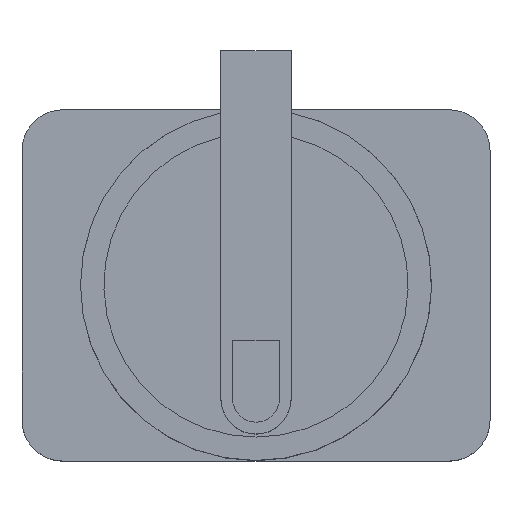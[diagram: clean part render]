
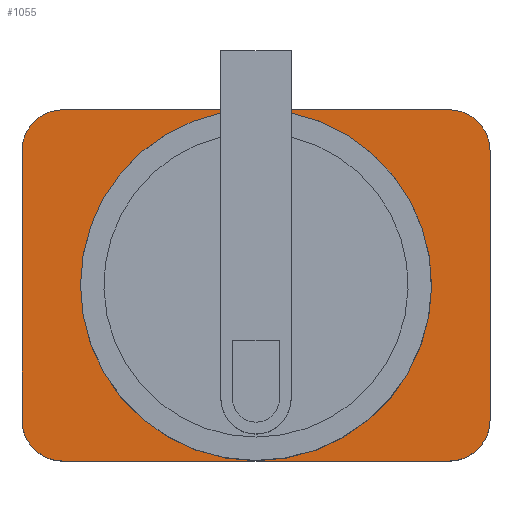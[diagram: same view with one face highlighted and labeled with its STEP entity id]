
A CAD part, top view. The second image highlights one B-rep face of the part: STEP entity #1055.
In plain terms, the highlighted planar face has unit normal (0, 0, 1).
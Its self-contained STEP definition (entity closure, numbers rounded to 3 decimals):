
#513=CARTESIAN_POINT('',(-10.85,0.0,60.5));
#514=VERTEX_POINT('',#513);
#515=CARTESIAN_POINT('',(0.,0.0,60.5));
#516=DIRECTION('',(0.0,0.0,-1.0));
#517=DIRECTION('',(-1.0,0.0,0.0));
#518=AXIS2_PLACEMENT_3D('',#515,#516,#517);
#519=CIRCLE('',#518,10.85);
#520=EDGE_CURVE('',#514,#514,#519,.T.);
#846=CARTESIAN_POINT('',(-20.,-11.51,60.5));
#847=VERTEX_POINT('',#846);
#848=CARTESIAN_POINT('',(-20.0,11.51,60.5));
#849=VERTEX_POINT('',#848);
#850=CARTESIAN_POINT('',(-20.,-11.51,60.5));
#851=DIRECTION('',(0.0,1.0,0.0));
#852=VECTOR('',#851,23.02);
#853=LINE('',#850,#852);
#854=EDGE_CURVE('',#847,#849,#853,.T.);
#877=CARTESIAN_POINT('',(-16.5,15.01,60.5));
#878=VERTEX_POINT('',#877);
#879=CARTESIAN_POINT('',(-16.5,11.51,60.5));
#880=DIRECTION('',(0.0,0.0,-1.0));
#881=DIRECTION('',(0.0,1.0,0.0));
#882=AXIS2_PLACEMENT_3D('',#879,#880,#881);
#883=CIRCLE('',#882,3.5);
#884=EDGE_CURVE('',#849,#878,#883,.T.);
#902=CARTESIAN_POINT('',(16.5,15.01,60.5));
#903=VERTEX_POINT('',#902);
#904=CARTESIAN_POINT('',(-16.5,15.01,60.5));
#905=DIRECTION('',(1.0,0.0,0.0));
#906=VECTOR('',#905,33.0);
#907=LINE('',#904,#906);
#908=EDGE_CURVE('',#878,#903,#907,.T.);
#926=CARTESIAN_POINT('',(20.0,11.51,60.5));
#927=VERTEX_POINT('',#926);
#928=CARTESIAN_POINT('',(16.5,11.51,60.5));
#929=DIRECTION('',(0.0,0.0,-1.0));
#930=DIRECTION('',(1.0,0.0,0.0));
#931=AXIS2_PLACEMENT_3D('',#928,#929,#930);
#932=CIRCLE('',#931,3.5);
#933=EDGE_CURVE('',#903,#927,#932,.T.);
#951=CARTESIAN_POINT('',(20.0,-11.51,60.5));
#952=VERTEX_POINT('',#951);
#953=CARTESIAN_POINT('',(20.0,11.51,60.5));
#954=DIRECTION('',(0.0,-1.0,0.0));
#955=VECTOR('',#954,23.02);
#956=LINE('',#953,#955);
#957=EDGE_CURVE('',#927,#952,#956,.T.);
#975=CARTESIAN_POINT('',(16.5,-15.01,60.5));
#976=VERTEX_POINT('',#975);
#977=CARTESIAN_POINT('',(16.5,-11.51,60.5));
#978=DIRECTION('',(0.0,0.0,-1.0));
#979=DIRECTION('',(0.0,-1.0,0.0));
#980=AXIS2_PLACEMENT_3D('',#977,#978,#979);
#981=CIRCLE('',#980,3.5);
#982=EDGE_CURVE('',#952,#976,#981,.T.);
#1000=CARTESIAN_POINT('',(-16.5,-15.01,60.5));
#1001=VERTEX_POINT('',#1000);
#1002=CARTESIAN_POINT('',(16.5,-15.01,60.5));
#1003=DIRECTION('',(-1.0,0.0,0.0));
#1004=VECTOR('',#1003,33.0);
#1005=LINE('',#1002,#1004);
#1006=EDGE_CURVE('',#976,#1001,#1005,.T.);
#1024=CARTESIAN_POINT('',(-16.5,-11.51,60.5));
#1025=DIRECTION('',(0.0,0.0,-1.0));
#1026=DIRECTION('',(-1.0,0.0,0.0));
#1027=AXIS2_PLACEMENT_3D('',#1024,#1025,#1026);
#1028=CIRCLE('',#1027,3.5);
#1029=EDGE_CURVE('',#1001,#847,#1028,.T.);
#1037=CARTESIAN_POINT('',(0.,0.,60.5));
#1038=DIRECTION('',(0.0,0.0,1.0));
#1039=DIRECTION('',(1.0,0.0,0.0));
#1040=AXIS2_PLACEMENT_3D('',#1037,#1038,#1039);
#1041=PLANE('',#1040);
#1042=ORIENTED_EDGE('',*,*,#854,.F.);
#1043=ORIENTED_EDGE('',*,*,#1029,.F.);
#1044=ORIENTED_EDGE('',*,*,#1006,.F.);
#1045=ORIENTED_EDGE('',*,*,#982,.F.);
#1046=ORIENTED_EDGE('',*,*,#957,.F.);
#1047=ORIENTED_EDGE('',*,*,#933,.F.);
#1048=ORIENTED_EDGE('',*,*,#908,.F.);
#1049=ORIENTED_EDGE('',*,*,#884,.F.);
#1050=EDGE_LOOP('',(#1042,#1043,#1044,#1045,#1046,#1047,#1048,#1049));
#1051=FACE_OUTER_BOUND('',#1050,.T.);
#1052=ORIENTED_EDGE('',*,*,#520,.T.);
#1053=EDGE_LOOP('',(#1052));
#1054=FACE_BOUND('',#1053,.T.);
#1055=ADVANCED_FACE('',(#1051,#1054),#1041,.T.);
